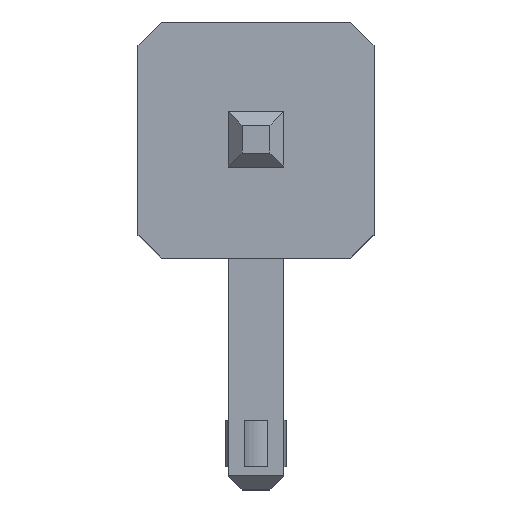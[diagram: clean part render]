
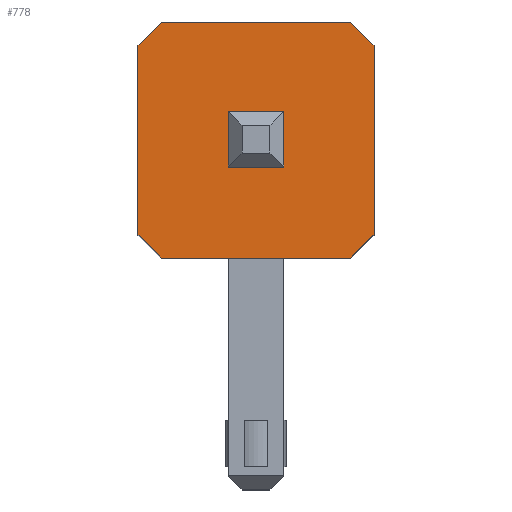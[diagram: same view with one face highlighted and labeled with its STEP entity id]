
A CAD part, top view. The second image highlights one B-rep face of the part: STEP entity #778.
In plain terms, the highlighted planar face has unit normal (0, 0, 1).
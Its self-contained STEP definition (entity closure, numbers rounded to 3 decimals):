
#17=FACE_BOUND('',#138,.T.);
#46=PLANE('',#836);
#90=FACE_OUTER_BOUND('',#137,.T.);
#137=EDGE_LOOP('',(#632,#633,#634,#635,#636,#637,#638,#639));
#138=EDGE_LOOP('',(#640,#641,#642,#643));
#204=LINE('',#1186,#292);
#207=LINE('',#1191,#295);
#210=LINE('',#1200,#298);
#214=LINE('',#1208,#302);
#217=LINE('',#1214,#305);
#218=LINE('',#1216,#306);
#219=LINE('',#1218,#307);
#220=LINE('',#1220,#308);
#221=LINE('',#1222,#309);
#222=LINE('',#1223,#310);
#223=LINE('',#1225,#311);
#224=LINE('',#1226,#312);
#292=VECTOR('',#980,10.);
#295=VECTOR('',#985,10.);
#298=VECTOR('',#994,10.);
#302=VECTOR('',#1000,10.);
#305=VECTOR('',#1005,10.);
#306=VECTOR('',#1006,10.);
#307=VECTOR('',#1007,10.);
#308=VECTOR('',#1008,10.);
#309=VECTOR('',#1009,10.);
#310=VECTOR('',#1010,10.);
#311=VECTOR('',#1011,10.);
#312=VECTOR('',#1012,10.);
#382=VERTEX_POINT('',#1183);
#383=VERTEX_POINT('',#1185);
#384=VERTEX_POINT('',#1189);
#386=VERTEX_POINT('',#1198);
#387=VERTEX_POINT('',#1199);
#390=VERTEX_POINT('',#1207);
#392=VERTEX_POINT('',#1213);
#393=VERTEX_POINT('',#1215);
#394=VERTEX_POINT('',#1217);
#395=VERTEX_POINT('',#1219);
#396=VERTEX_POINT('',#1221);
#397=VERTEX_POINT('',#1224);
#468=EDGE_CURVE('',#382,#383,#204,.T.);
#471=EDGE_CURVE('',#384,#382,#207,.T.);
#474=EDGE_CURVE('',#386,#387,#210,.T.);
#478=EDGE_CURVE('',#390,#387,#214,.T.);
#481=EDGE_CURVE('',#386,#392,#217,.T.);
#482=EDGE_CURVE('',#393,#392,#218,.T.);
#483=EDGE_CURVE('',#393,#394,#219,.T.);
#484=EDGE_CURVE('',#395,#394,#220,.T.);
#485=EDGE_CURVE('',#395,#396,#221,.T.);
#486=EDGE_CURVE('',#390,#396,#222,.T.);
#487=EDGE_CURVE('',#383,#397,#223,.T.);
#488=EDGE_CURVE('',#397,#384,#224,.T.);
#632=ORIENTED_EDGE('',*,*,#474,.F.);
#633=ORIENTED_EDGE('',*,*,#481,.T.);
#634=ORIENTED_EDGE('',*,*,#482,.F.);
#635=ORIENTED_EDGE('',*,*,#483,.T.);
#636=ORIENTED_EDGE('',*,*,#484,.F.);
#637=ORIENTED_EDGE('',*,*,#485,.T.);
#638=ORIENTED_EDGE('',*,*,#486,.F.);
#639=ORIENTED_EDGE('',*,*,#478,.T.);
#640=ORIENTED_EDGE('',*,*,#487,.F.);
#641=ORIENTED_EDGE('',*,*,#468,.F.);
#642=ORIENTED_EDGE('',*,*,#471,.F.);
#643=ORIENTED_EDGE('',*,*,#488,.F.);
#778=ADVANCED_FACE('',(#90,#17),#46,.T.);
#836=AXIS2_PLACEMENT_3D('',#1212,#1003,#1004);
#980=DIRECTION('',(-1.,0.,0.));
#985=DIRECTION('',(0.,1.,0.));
#994=DIRECTION('',(0.707,-0.707,0.));
#1000=DIRECTION('',(0.,1.,0.));
#1003=DIRECTION('center_axis',(0.,0.,1.));
#1004=DIRECTION('ref_axis',(1.,0.,0.));
#1005=DIRECTION('',(-1.,0.,0.));
#1006=DIRECTION('',(0.707,0.707,0.));
#1007=DIRECTION('',(0.,-1.,0.));
#1008=DIRECTION('',(-0.707,0.707,0.));
#1009=DIRECTION('',(1.,0.,0.));
#1010=DIRECTION('',(-0.707,-0.707,0.));
#1011=DIRECTION('',(0.,-1.,0.));
#1012=DIRECTION('',(1.,0.,0.));
#1183=CARTESIAN_POINT('',(0.,0.6,3.96));
#1185=CARTESIAN_POINT('',(-0.6,0.6,3.96));
#1186=CARTESIAN_POINT('',(-0.15,0.6,3.96));
#1189=CARTESIAN_POINT('',(0.,0.,3.96));
#1191=CARTESIAN_POINT('',(0.,0.15,3.96));
#1198=CARTESIAN_POINT('',(0.72,1.57,3.96));
#1199=CARTESIAN_POINT('',(0.97,1.32,3.96));
#1200=CARTESIAN_POINT('',(0.845,1.445,3.96));
#1207=CARTESIAN_POINT('',(0.97,-0.72,3.96));
#1208=CARTESIAN_POINT('',(0.97,1.57,3.96));
#1212=CARTESIAN_POINT('Origin',(-0.3,0.3,3.96));
#1213=CARTESIAN_POINT('',(-1.32,1.57,3.96));
#1214=CARTESIAN_POINT('',(-1.57,1.57,3.96));
#1215=CARTESIAN_POINT('',(-1.57,1.32,3.96));
#1216=CARTESIAN_POINT('',(-1.445,1.445,3.96));
#1217=CARTESIAN_POINT('',(-1.57,-0.72,3.96));
#1218=CARTESIAN_POINT('',(-1.57,-0.97,3.96));
#1219=CARTESIAN_POINT('',(-1.32,-0.97,3.96));
#1220=CARTESIAN_POINT('',(-1.445,-0.845,3.96));
#1221=CARTESIAN_POINT('',(0.72,-0.97,3.96));
#1222=CARTESIAN_POINT('',(0.97,-0.97,3.96));
#1223=CARTESIAN_POINT('',(0.845,-0.845,3.96));
#1224=CARTESIAN_POINT('',(-0.6,0.,3.96));
#1225=CARTESIAN_POINT('',(-0.6,0.45,3.96));
#1226=CARTESIAN_POINT('',(-0.45,0.,3.96));
